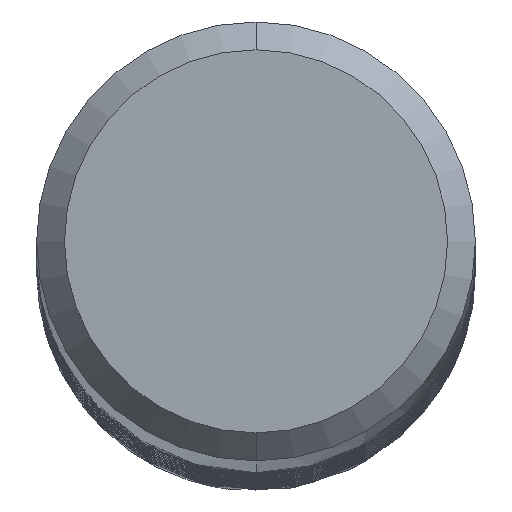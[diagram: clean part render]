
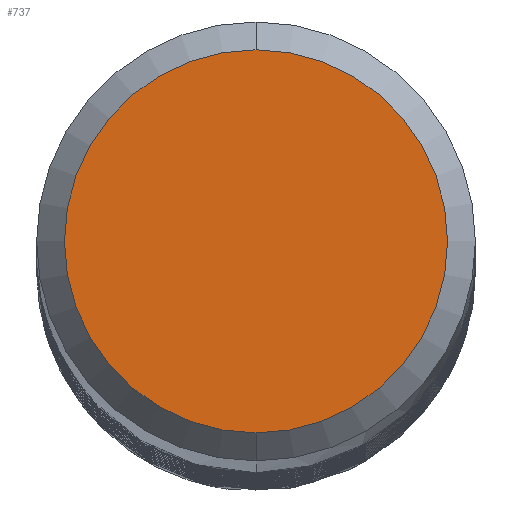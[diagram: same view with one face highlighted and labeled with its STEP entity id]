
A CAD part, top view. The second image highlights one B-rep face of the part: STEP entity #737.
In plain terms, the highlighted planar face has unit normal (0, 0, 1).
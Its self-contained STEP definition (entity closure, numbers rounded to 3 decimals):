
#667=VERTEX_POINT('',#1502);
#691=VERTEX_POINT('',#1527);
#737=ADVANCED_FACE('',(#1576),#1577,.T.);
#797=EDGE_CURVE('',#691,#667,#1647,.T.);
#899=EDGE_CURVE('',#667,#691,#1760,.T.);
#1502=CARTESIAN_POINT('',(0.,-2.75,0.0));
#1527=CARTESIAN_POINT('',(0.0,2.75,0.0));
#1576=FACE_OUTER_BOUND('',#14275,.T.);
#1577=PLANE('',#14276);
#1647=CIRCLE('',#16435,2.75);
#1760=CIRCLE('',#19318,2.75);
#14275=EDGE_LOOP('',(#48515,#48516));
#14276=AXIS2_PLACEMENT_3D('',#48517,#48518,#48519);
#16435=AXIS2_PLACEMENT_3D('',#48621,#48622,#48623);
#19318=AXIS2_PLACEMENT_3D('',#48738,#48739,#48740);
#48515=ORIENTED_EDGE('',*,*,#797,.F.);
#48516=ORIENTED_EDGE('',*,*,#899,.F.);
#48517=CARTESIAN_POINT('',(0.0,1.375,0.0));
#48518=DIRECTION('',(-0.0,0.0,1.0));
#48519=DIRECTION('',(0.0,-1.0,0.0));
#48621=CARTESIAN_POINT('',(0.0,0.0,0.0));
#48622=DIRECTION('',(0.0,0.0,-1.0));
#48623=DIRECTION('',(0.0,1.0,0.0));
#48738=CARTESIAN_POINT('',(0.0,0.0,0.0));
#48739=DIRECTION('',(0.0,0.0,-1.0));
#48740=DIRECTION('',(0.0,1.0,0.0));
